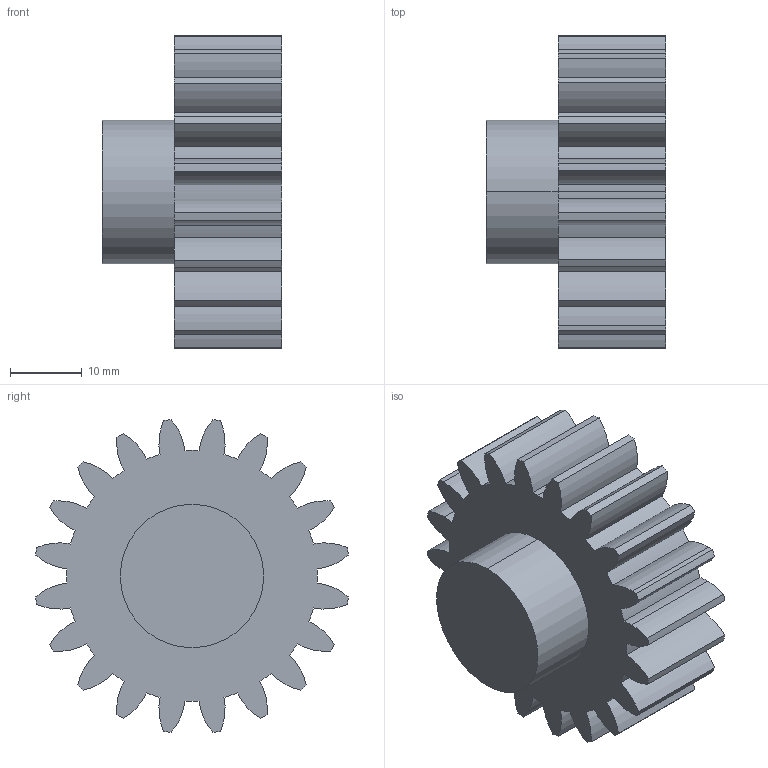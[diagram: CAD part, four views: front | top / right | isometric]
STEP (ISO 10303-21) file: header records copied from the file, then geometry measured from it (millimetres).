
FILE_DESCRIPTION (( 'STEP AP214' ), '1' );
FILE_NAME ('MAN_AXLE_DRIVE_GEAR_2M_20T.STEP', '2024-02-25T21:39:15', ( '' ), ( '' ), 'SwSTEP 2.0', 'SolidWorks 2021', '' );
FILE_SCHEMA (( 'AUTOMOTIVE_DESIGN' ));
Length unit declared in the file: millimetre
Products named in the file (1): MAN_AXLE_DRIVE_GEAR_2M_20T
Bounding box: 25 x 43.61 x 43.61 mm (x, y, z)
Volume: 21349.8 mm3; surface area: 6858.6 mm2
Topology: 1 solids, 1 shells, 90 faces, 261 edges, 174 vertices
Faces by surface type: cylinder 87, plane 3
Entity records: 3113 total; most frequent: DIRECTION 617, CARTESIAN_POINT 526, ORIENTED_EDGE 522, AXIS2_PLACEMENT_3D 265, EDGE_CURVE 261, VERTEX_POINT 174, CIRCLE 174, EDGE_LOOP 91
